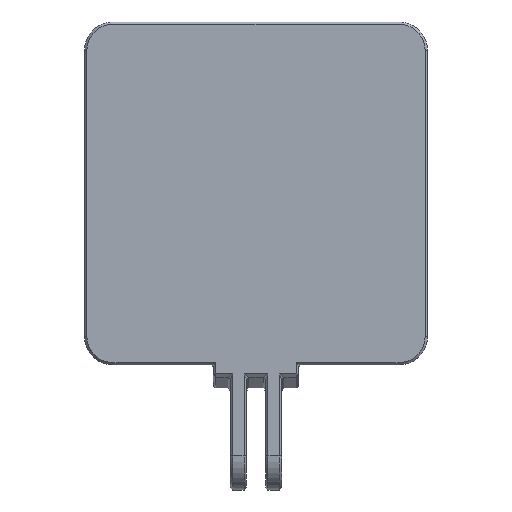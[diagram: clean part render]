
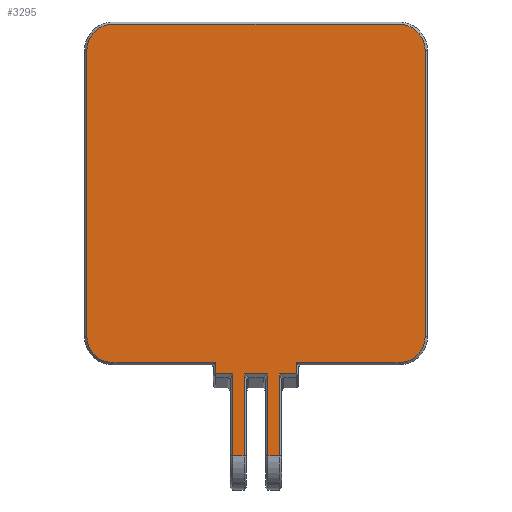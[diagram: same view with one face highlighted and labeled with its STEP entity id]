
A CAD part, front view. The second image highlights one B-rep face of the part: STEP entity #3295.
In plain terms, the highlighted planar face has unit normal (0, -1, 0).
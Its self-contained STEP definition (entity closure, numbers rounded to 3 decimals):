
#278=LINE('',#5154,#655);
#286=LINE('',#5171,#663);
#291=LINE('',#5183,#668);
#295=LINE('',#5192,#672);
#321=LINE('',#5245,#698);
#325=LINE('',#5253,#702);
#328=LINE('',#5261,#705);
#331=LINE('',#5269,#708);
#334=LINE('',#5277,#711);
#336=LINE('',#5283,#713);
#337=LINE('',#5285,#714);
#339=LINE('',#5288,#716);
#343=LINE('',#5295,#720);
#345=LINE('',#5299,#722);
#350=LINE('',#5311,#727);
#351=LINE('',#5314,#728);
#655=VECTOR('',#4139,10.);
#663=VECTOR('',#4161,10.);
#668=VECTOR('',#4178,10.);
#672=VECTOR('',#4190,10.);
#698=VECTOR('',#4244,10.);
#702=VECTOR('',#4252,10.);
#705=VECTOR('',#4261,10.);
#708=VECTOR('',#4270,10.);
#711=VECTOR('',#4279,10.);
#713=VECTOR('',#4287,10.);
#714=VECTOR('',#4290,10.);
#716=VECTOR('',#4294,10.);
#720=VECTOR('',#4304,10.);
#722=VECTOR('',#4310,10.);
#727=VECTOR('',#4327,10.);
#728=VECTOR('',#4332,10.);
#978=FACE_OUTER_BOUND('',#1196,.T.);
#1196=EDGE_LOOP('',(#2680,#2681,#2682,#2683,#2684,#2685,#2686,#2687,#2688,
#2689,#2690,#2691,#2692,#2693,#2694,#2695,#2696,#2697,#2698,#2699));
#1335=CIRCLE('',#3552,4.6);
#1336=CIRCLE('',#3555,4.6);
#1337=CIRCLE('',#3558,4.6);
#1338=CIRCLE('',#3561,4.6);
#1539=VERTEX_POINT('',#5132);
#1543=VERTEX_POINT('',#5147);
#1546=VERTEX_POINT('',#5167);
#1547=VERTEX_POINT('',#5179);
#1548=VERTEX_POINT('',#5190);
#1552=VERTEX_POINT('',#5211);
#1556=VERTEX_POINT('',#5225);
#1557=VERTEX_POINT('',#5229);
#1560=VERTEX_POINT('',#5237);
#1561=VERTEX_POINT('',#5241);
#1562=VERTEX_POINT('',#5247);
#1563=VERTEX_POINT('',#5251);
#1564=VERTEX_POINT('',#5255);
#1565=VERTEX_POINT('',#5259);
#1566=VERTEX_POINT('',#5263);
#1567=VERTEX_POINT('',#5267);
#1568=VERTEX_POINT('',#5271);
#1569=VERTEX_POINT('',#5275);
#1570=VERTEX_POINT('',#5279);
#1571=VERTEX_POINT('',#5307);
#1887=EDGE_CURVE('',#1543,#1539,#278,.T.);
#1896=EDGE_CURVE('',#1546,#1543,#286,.T.);
#1902=EDGE_CURVE('',#1539,#1547,#291,.T.);
#1907=EDGE_CURVE('',#1548,#1546,#295,.T.);
#1933=EDGE_CURVE('',#1557,#1561,#321,.T.);
#1937=EDGE_CURVE('',#1563,#1562,#325,.T.);
#1939=EDGE_CURVE('',#1564,#1563,#1335,.T.);
#1941=EDGE_CURVE('',#1565,#1564,#328,.T.);
#1943=EDGE_CURVE('',#1566,#1565,#1336,.T.);
#1945=EDGE_CURVE('',#1567,#1566,#331,.T.);
#1947=EDGE_CURVE('',#1568,#1567,#1337,.T.);
#1949=EDGE_CURVE('',#1569,#1568,#334,.T.);
#1951=EDGE_CURVE('',#1570,#1569,#1338,.T.);
#1952=EDGE_CURVE('',#1561,#1570,#336,.T.);
#1953=EDGE_CURVE('',#1562,#1560,#337,.T.);
#1955=EDGE_CURVE('',#1560,#1556,#339,.T.);
#1959=EDGE_CURVE('',#1552,#1557,#343,.T.);
#1961=EDGE_CURVE('',#1556,#1548,#345,.T.);
#1967=EDGE_CURVE('',#1571,#1552,#350,.T.);
#1968=EDGE_CURVE('',#1547,#1571,#351,.T.);
#2680=ORIENTED_EDGE('',*,*,#1896,.F.);
#2681=ORIENTED_EDGE('',*,*,#1907,.F.);
#2682=ORIENTED_EDGE('',*,*,#1961,.F.);
#2683=ORIENTED_EDGE('',*,*,#1955,.F.);
#2684=ORIENTED_EDGE('',*,*,#1953,.F.);
#2685=ORIENTED_EDGE('',*,*,#1937,.F.);
#2686=ORIENTED_EDGE('',*,*,#1939,.F.);
#2687=ORIENTED_EDGE('',*,*,#1941,.F.);
#2688=ORIENTED_EDGE('',*,*,#1943,.F.);
#2689=ORIENTED_EDGE('',*,*,#1945,.F.);
#2690=ORIENTED_EDGE('',*,*,#1947,.F.);
#2691=ORIENTED_EDGE('',*,*,#1949,.F.);
#2692=ORIENTED_EDGE('',*,*,#1951,.F.);
#2693=ORIENTED_EDGE('',*,*,#1952,.F.);
#2694=ORIENTED_EDGE('',*,*,#1933,.F.);
#2695=ORIENTED_EDGE('',*,*,#1959,.F.);
#2696=ORIENTED_EDGE('',*,*,#1967,.F.);
#2697=ORIENTED_EDGE('',*,*,#1968,.F.);
#2698=ORIENTED_EDGE('',*,*,#1902,.F.);
#2699=ORIENTED_EDGE('',*,*,#1887,.F.);
#3123=PLANE('',#3577);
#3295=ADVANCED_FACE('',(#978),#3123,.T.);
#3552=AXIS2_PLACEMENT_3D('',#5257,#4256,#4257);
#3555=AXIS2_PLACEMENT_3D('',#5265,#4265,#4266);
#3558=AXIS2_PLACEMENT_3D('',#5273,#4274,#4275);
#3561=AXIS2_PLACEMENT_3D('',#5281,#4283,#4284);
#3577=AXIS2_PLACEMENT_3D('',#5313,#4330,#4331);
#4139=DIRECTION('',(-1.,0.,0.));
#4161=DIRECTION('',(0.,0.,1.));
#4178=DIRECTION('',(0.,0.,-1.));
#4190=DIRECTION('',(-1.,0.,0.));
#4244=DIRECTION('',(0.,0.,1.));
#4252=DIRECTION('',(-1.,0.,0.));
#4256=DIRECTION('center_axis',(0.,1.,0.));
#4257=DIRECTION('ref_axis',(1.,0.,0.));
#4261=DIRECTION('',(0.,0.,-1.));
#4265=DIRECTION('center_axis',(0.,1.,0.));
#4266=DIRECTION('ref_axis',(0.,0.,1.));
#4270=DIRECTION('',(1.,0.,0.));
#4274=DIRECTION('center_axis',(0.,1.,0.));
#4275=DIRECTION('ref_axis',(-0.707,0.,0.707));
#4279=DIRECTION('',(0.,0.,1.));
#4283=DIRECTION('center_axis',(0.,1.,0.));
#4284=DIRECTION('ref_axis',(-0.707,0.,-0.707));
#4287=DIRECTION('',(-1.,0.,0.));
#4290=DIRECTION('',(0.,0.,-1.));
#4294=DIRECTION('',(-1.,0.,0.));
#4304=DIRECTION('',(-1.,0.,0.));
#4310=DIRECTION('',(0.,0.,-1.));
#4327=DIRECTION('',(0.,0.,1.));
#4330=DIRECTION('center_axis',(0.,-1.,0.));
#4331=DIRECTION('ref_axis',(1.,0.,0.));
#4332=DIRECTION('',(-1.,0.,0.));
#5132=CARTESIAN_POINT('',(-13.6,-16.,-31.75));
#5147=CARTESIAN_POINT('',(-9.4,-16.,-31.75));
#5154=CARTESIAN_POINT('',(-7.75,-16.,-31.75));
#5167=CARTESIAN_POINT('',(-9.4,-16.,-46.15));
#5171=CARTESIAN_POINT('',(-9.4,-16.,-16.075));
#5179=CARTESIAN_POINT('',(-13.6,-16.,-46.15));
#5183=CARTESIAN_POINT('',(-13.6,-16.,-16.075));
#5190=CARTESIAN_POINT('',(-7.4,-16.,-46.15));
#5192=CARTESIAN_POINT('',(-9.95,-16.,-46.15));
#5211=CARTESIAN_POINT('',(-15.6,-16.,-31.75));
#5225=CARTESIAN_POINT('',(-7.4,-16.,-31.75));
#5229=CARTESIAN_POINT('',(-18.6,-16.,-31.75));
#5237=CARTESIAN_POINT('',(-4.4,-16.,-31.75));
#5241=CARTESIAN_POINT('',(-18.6,-16.,-29.75));
#5245=CARTESIAN_POINT('',(-18.6,-16.,-15.075));
#5247=CARTESIAN_POINT('',(-4.4,-16.,-29.75));
#5251=CARTESIAN_POINT('',(13.65,-16.,-29.75));
#5253=CARTESIAN_POINT('',(-12.575,-16.,-29.75));
#5255=CARTESIAN_POINT('',(18.25,-16.,-25.15));
#5257=CARTESIAN_POINT('Origin',(13.65,-16.,-25.15));
#5259=CARTESIAN_POINT('',(18.25,-16.,25.15));
#5261=CARTESIAN_POINT('',(18.25,-16.,-12.575));
#5263=CARTESIAN_POINT('',(13.65,-16.,29.75));
#5265=CARTESIAN_POINT('Origin',(13.65,-16.,25.15));
#5267=CARTESIAN_POINT('',(-36.65,-16.,29.75));
#5269=CARTESIAN_POINT('',(1.075,-16.,29.75));
#5271=CARTESIAN_POINT('',(-41.25,-16.,25.15));
#5273=CARTESIAN_POINT('Origin',(-36.65,-16.,25.15));
#5275=CARTESIAN_POINT('',(-41.25,-16.,-25.15));
#5277=CARTESIAN_POINT('',(-41.25,-16.,12.575));
#5279=CARTESIAN_POINT('',(-36.65,-16.,-29.75));
#5281=CARTESIAN_POINT('Origin',(-36.65,-16.,-25.15));
#5283=CARTESIAN_POINT('',(-12.575,-16.,-29.75));
#5285=CARTESIAN_POINT('',(-4.4,-16.,-15.075));
#5288=CARTESIAN_POINT('',(-9.25,-16.,-31.75));
#5295=CARTESIAN_POINT('',(-7.75,-16.,-31.75));
#5299=CARTESIAN_POINT('',(-7.4,-16.,-16.075));
#5307=CARTESIAN_POINT('',(-15.6,-16.,-46.15));
#5311=CARTESIAN_POINT('',(-15.6,-16.,-16.075));
#5313=CARTESIAN_POINT('Origin',(-11.5,-16.,0.));
#5314=CARTESIAN_POINT('',(-13.05,-16.,-46.15));
